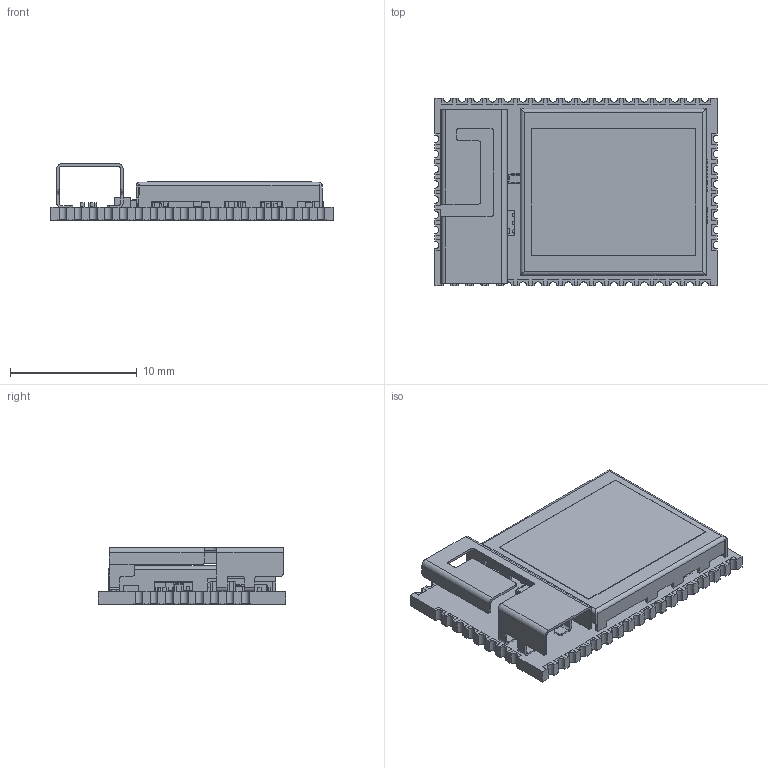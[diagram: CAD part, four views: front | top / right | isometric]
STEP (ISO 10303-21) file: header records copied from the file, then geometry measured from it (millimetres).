
FILE_DESCRIPTION(('STEP AP214'),'1');
FILE_NAME('ODIN-W262 Module.stp','2015-06-30T11:47:06',(' '),(' '),'Spatial InterOp 3D',' ',' ');
FILE_SCHEMA(('automotive_design'));
Length unit declared in the file: metre
Products named in the file (221): ODIN-W262 Module; u-blox Label; 22.3x14.8 PCB; Testp-1; GND-2; PCB; LPO 32768Hz; X2; LPO; C 0201 100nF; Part83; Electrical Components; Host; STM32F4; 26MHz OSC; Host Decouplings; C 0402; R 0201; 2.0x1.6 HSI Clock; Radio; WL1873; L 0805; Passive Power Components; C210; L 0603; C171; C 0201-C14_; Decouplings; frame; U6 XC9236; Heat sink; Component body; 1.8V Regulator; SKYWORKS 2.4GHz switch; Part15; 2.4Gz Switch; Main RF components; SKYWORKS 5GHz switch; 5GHz switch; C 0201-C15_ ...
Assembly tree (290 placements, depth 6):
  ODIN-W262 Module
    u-blox Label
    22.3x14.8 PCB
      Testp-1
      Testp-1
      Testp-1
      Testp-1
      Testp-1
      Testp-1
      Testp-1
      Testp-1
      Testp-1
      Testp-1
      Testp-1
      Testp-1
      Testp-1
      Testp-1
      Testp-1
      Testp-1
      Testp-1
      Testp-1
      Testp-1
      Testp-1
      Testp-1
      Testp-1
      Testp-1
      Testp-1
      Testp-1
      Testp-1
      Testp-1
      Testp-1
      Testp-1
      Testp-1
      Testp-1
      Testp-1
      Testp-1
      Testp-1
      Testp-1
      Testp-1
      Testp-1
      Testp-1
      Testp-1
      Testp-1
      Testp-1
      Testp-1
      Testp-1
      Testp-1
      Testp-1
      Testp-1
      Testp-1
      Testp-1
      Testp-1
      Testp-1
      Testp-1
      GND-2
      GND-2
      GND-2
      GND-2
      GND-2
      GND-2
Bounding box: 22.3 x 14.8 x 4.49 mm (x, y, z)
Volume: 468.4 mm3; surface area: 2257 mm2
Topology: 373 solids, 374 shells, 2782 faces, 6069 edges, 4038 vertices
Faces by surface type: plane 2511, cylinder 271
Full cylindrical faces by diameter (mm): 0.5 x1, 0.8 x66
Entity records: 61602 total; most frequent: DIRECTION 7874, CARTESIAN_POINT 7868, ORIENTED_EDGE 7116, EDGE_CURVE 3558, LINE 3042, VECTOR 3042, AXIS2_PLACEMENT_3D 2416, VERTEX_POINT 2410
